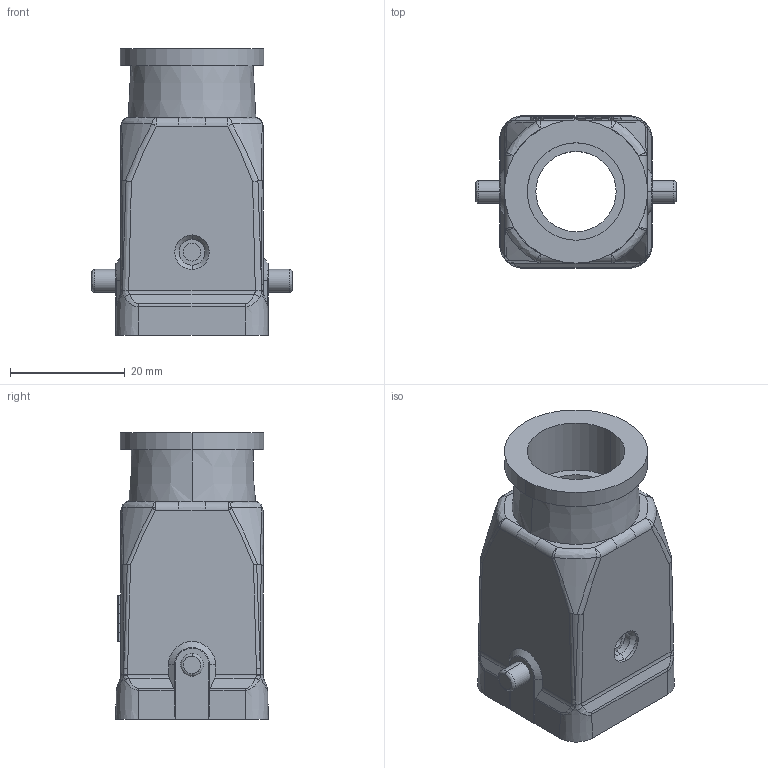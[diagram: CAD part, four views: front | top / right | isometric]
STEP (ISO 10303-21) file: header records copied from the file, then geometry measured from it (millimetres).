
FILE_DESCRIPTION (( 'STEP AP203' ), '1' );
FILE_NAME ('290173105.step', '2025-02-12T17:37:59', ( '' ), ( '' ), 'SwSTEP 2.0', 'SolidWorks 2024', '' );
FILE_SCHEMA (( 'CONFIG_CONTROL_DESIGN' ));
Length unit declared in the file: inch
Products named in the file (1): 290173105
Bounding box: 35 x 26.6 x 50 mm (x, y, z)
Volume: 9594.2 mm3; surface area: 9376.3 mm2
Topology: 1 solids, 1 shells, 250 faces, 597 edges, 358 vertices
Faces by surface type: plane 79, cylinder 75, bspline 71, cone 25
Entity records: 8385 total; most frequent: CARTESIAN_POINT 3203, ORIENTED_EDGE 1186, DIRECTION 888, EDGE_CURVE 593, VERTEX_POINT 358, AXIS2_PLACEMENT_3D 315, EDGE_LOOP 267, VECTOR 258
